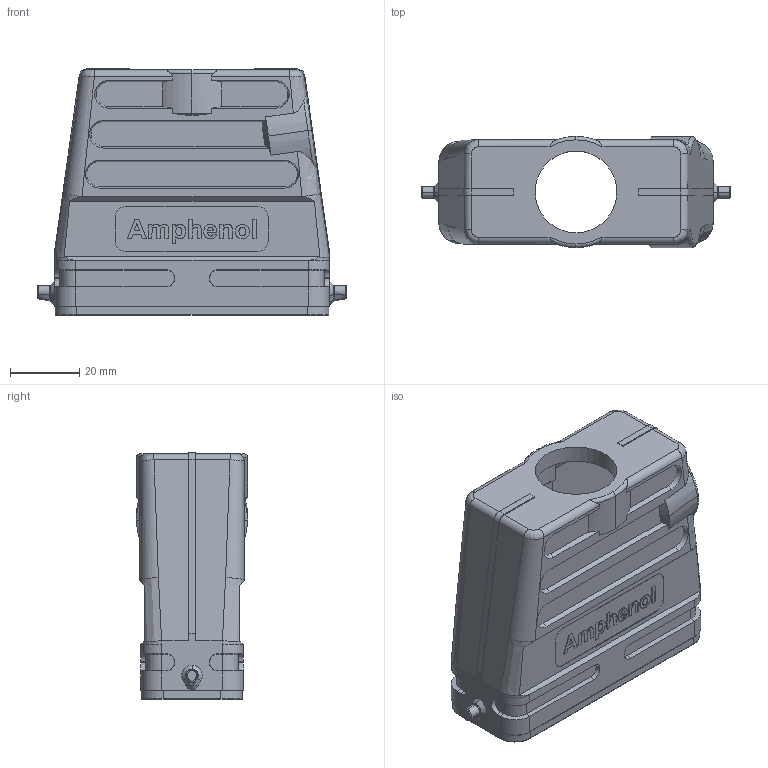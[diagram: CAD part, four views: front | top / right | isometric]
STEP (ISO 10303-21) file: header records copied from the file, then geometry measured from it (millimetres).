
FILE_DESCRIPTION(/* description */ (''),/* implementation_level */ '2;1');
FILE_NAME(/* name */ 'C146_21R025_600_2.stp',/* time_stamp */ '2018-09-04T11:09:02+02:00',/* author */ (''),/* organization */ (''),/* preprocessor_version */ 'ST-DEVELOPER v16',/* originating_system */ 'SIEMENS PLM Software NX 11.0',/* authorisation */ '');
FILE_SCHEMA (('AUTOMOTIVE_DESIGN { 1 0 10303 214 3 1 1 1 }'));
Length unit declared in the file: millimetre
Products named in the file (1): rsch0DC8968Divh3
Bounding box: 89 x 32 x 70.9 mm (x, y, z)
Volume: 39739.4 mm3; surface area: 32033.4 mm2
Topology: 1 solids, 2 shells, 532 faces, 1333 edges, 821 vertices
Faces by surface type: plane 247, cylinder 108, bspline 108, cone 44, extrusion 25
Full cylindrical faces by diameter (mm): 2.49 x4, 2.5 x4, 3.5 x4, 23.539 x1
Entity records: 20645 total; most frequent: CARTESIAN_POINT 7159, ORIENTED_EDGE 2590, DIRECTION 1905, EDGE_CURVE 1295, VERTEX_POINT 812, AXIS2_PLACEMENT_3D 678, EDGE_LOOP 577, VECTOR 549
